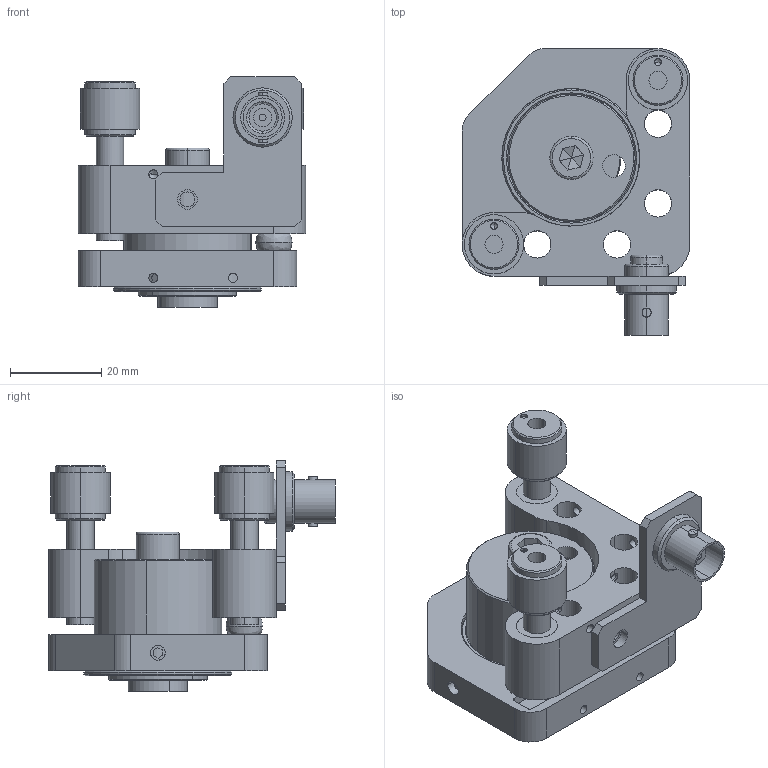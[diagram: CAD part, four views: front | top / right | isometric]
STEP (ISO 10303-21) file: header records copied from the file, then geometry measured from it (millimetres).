
FILE_DESCRIPTION (( 'STEP AP203' ), '1' );
FILE_NAME ('ZT35H80K-3D-·Ç±ê.STEP', '2021-12-01T03:52:23', ( '' ), ( '' ), 'SwSTEP 2.0', 'SolidWorks 2016', '' );
FILE_SCHEMA (( 'CONFIG_CONTROL_DESIGN' ));
Length unit declared in the file: millimetre
Products named in the file (1): ZT35H80K-3D-準梓
Bounding box: 50 x 63 x 50.71 mm (x, y, z)
Surface area: 23308.6 mm2 (no closed solid volume)
Topology: 0 solids, 23 shells, 272 faces, 745 edges, 488 vertices
Faces by surface type: cylinder 147, plane 75, cone 42, torus 6, bspline 2
Entity records: 10208 total; most frequent: CARTESIAN_POINT 3168, DIRECTION 1497, ORIENTED_EDGE 1334, EDGE_CURVE 729, AXIS2_PLACEMENT_3D 591, VERTEX_POINT 488, EDGE_LOOP 356, CIRCLE 320
